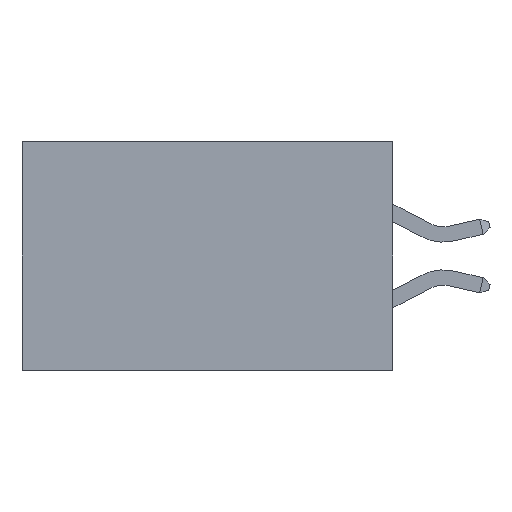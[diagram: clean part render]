
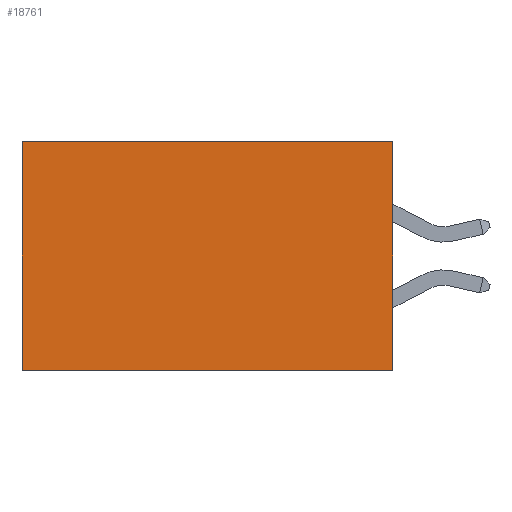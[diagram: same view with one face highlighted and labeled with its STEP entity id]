
A CAD part, left-side view. The second image highlights one B-rep face of the part: STEP entity #18761.
In plain terms, the highlighted planar face has unit normal (-1, 0, 0).
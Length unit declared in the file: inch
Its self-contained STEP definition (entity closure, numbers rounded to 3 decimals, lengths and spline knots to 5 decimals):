
#930 = CARTESIAN_POINT ( 'NONE',  ( 0.2875, 0., 0. ) ) ;
#2076 = VECTOR ( 'NONE', #19591, 39.37008 ) ;
#3125 = EDGE_CURVE ( 'NONE', #7345, #4314, #28869, .T. ) ;
#3369 = DIRECTION ( 'NONE',  ( 0., 0., -1. ) ) ;
#3517 = VECTOR ( 'NONE', #3938, 39.37008 ) ;
#3938 = DIRECTION ( 'NONE',  ( 0., 1., 0. ) ) ;
#4314 = VERTEX_POINT ( 'NONE', #5050 ) ;
#5050 = CARTESIAN_POINT ( 'NONE',  ( 0.2875, 0., -0.37 ) ) ;
#5052 = DIRECTION ( 'NONE',  ( 1., 0., 0. ) ) ;
#6165 = EDGE_CURVE ( 'NONE', #7345, #33809, #17767, .T. ) ;
#6438 = EDGE_LOOP ( 'NONE', ( #20203, #30700, #33453, #17502 ) ) ;
#7345 = VERTEX_POINT ( 'NONE', #9967 ) ;
#9141 = EDGE_CURVE ( 'NONE', #4314, #28400, #24567, .T. ) ;
#9146 = DIRECTION ( 'NONE',  ( 0., 0., -1. ) ) ;
#9481 = VECTOR ( 'NONE', #3369, 39.37008 ) ;
#9967 = CARTESIAN_POINT ( 'NONE',  ( 0.2875, 0., 0. ) ) ;
#14679 = LINE ( 'NONE', #25512, #32871 ) ;
#15458 = FACE_OUTER_BOUND ( 'NONE', #6438, .T. ) ;
#16297 = AXIS2_PLACEMENT_3D ( 'NONE', #28955, #5052, #23406 ) ;
#16460 = CARTESIAN_POINT ( 'NONE',  ( 0.2875, 0.6, -0.37 ) ) ;
#17502 = ORIENTED_EDGE ( 'NONE', *, *, #6165, .T. ) ;
#17767 = LINE ( 'NONE', #25232, #2076 ) ;
#18761 = ADVANCED_FACE ( 'NONE', ( #15458 ), #26292, .F. ) ;
#19591 = DIRECTION ( 'NONE',  ( 0., 1., 0. ) ) ;
#19650 = EDGE_CURVE ( 'NONE', #33809, #28400, #14679, .T. ) ;
#20203 = ORIENTED_EDGE ( 'NONE', *, *, #19650, .T. ) ;
#23406 = DIRECTION ( 'NONE',  ( 0., 0., -1. ) ) ;
#24567 = LINE ( 'NONE', #25023, #3517 ) ;
#25023 = CARTESIAN_POINT ( 'NONE',  ( 0.2875, 0., -0.37 ) ) ;
#25232 = CARTESIAN_POINT ( 'NONE',  ( 0.2875, 0., 0. ) ) ;
#25512 = CARTESIAN_POINT ( 'NONE',  ( 0.2875, 0.6, 0. ) ) ;
#26292 = PLANE ( 'NONE',  #16297 ) ;
#28400 = VERTEX_POINT ( 'NONE', #16460 ) ;
#28869 = LINE ( 'NONE', #930, #9481 ) ;
#28955 = CARTESIAN_POINT ( 'NONE',  ( 0.2875, 0., 0. ) ) ;
#30700 = ORIENTED_EDGE ( 'NONE', *, *, #9141, .F. ) ;
#31674 = CARTESIAN_POINT ( 'NONE',  ( 0.2875, 0.6, 0. ) ) ;
#32871 = VECTOR ( 'NONE', #9146, 39.37008 ) ;
#33453 = ORIENTED_EDGE ( 'NONE', *, *, #3125, .F. ) ;
#33809 = VERTEX_POINT ( 'NONE', #31674 ) ;
